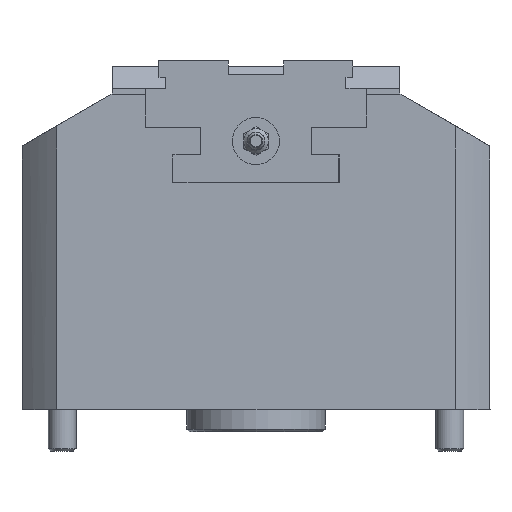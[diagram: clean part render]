
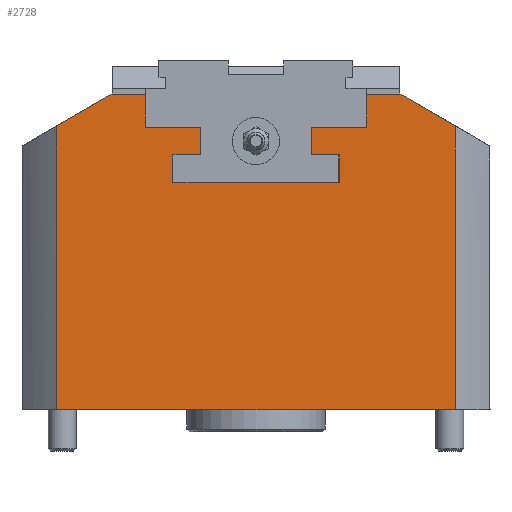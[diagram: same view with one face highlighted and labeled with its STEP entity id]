
A CAD part, front view. The second image highlights one B-rep face of the part: STEP entity #2728.
In plain terms, the highlighted planar face has unit normal (0, -1, 0).
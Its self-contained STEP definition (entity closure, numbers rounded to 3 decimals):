
#2534=CARTESIAN_POINT('',(-71.977,-84.5,39.466));
#2535=VERTEX_POINT('',#2534);
#2544=CARTESIAN_POINT('',(-71.977,-84.5,-63.));
#2545=VERTEX_POINT('',#2544);
#2553=CARTESIAN_POINT('',(-71.977,-84.5,-63.0));
#2554=DIRECTION('',(0.0,0.0,1.0));
#2555=VECTOR('',#2554,102.466);
#2556=LINE('',#2553,#2555);
#2557=EDGE_CURVE('',#2545,#2535,#2556,.T.);
#2562=CARTESIAN_POINT('',(71.977,-84.5,51.));
#2563=DIRECTION('',(0.0,1.0,0.0));
#2564=DIRECTION('',(0.0,0.0,1.0));
#2565=AXIS2_PLACEMENT_3D('',#2562,#2563,#2564);
#2566=PLANE('',#2565);
#2567=CARTESIAN_POINT('',(-40.05,-84.5,39.));
#2568=VERTEX_POINT('',#2567);
#2569=CARTESIAN_POINT('',(-40.05,-84.5,51.));
#2570=VERTEX_POINT('',#2569);
#2571=CARTESIAN_POINT('',(-40.05,-84.5,39.));
#2572=DIRECTION('',(0.0,0.0,1.0));
#2573=VECTOR('',#2572,12.);
#2574=LINE('',#2571,#2573);
#2575=EDGE_CURVE('',#2568,#2570,#2574,.T.);
#2576=ORIENTED_EDGE('',*,*,#2575,.T.);
#2577=CARTESIAN_POINT('',(-52.,-84.5,51.));
#2578=VERTEX_POINT('',#2577);
#2579=CARTESIAN_POINT('',(-52.,-84.5,51.));
#2580=DIRECTION('',(1.0,0.0,0.0));
#2581=VECTOR('',#2580,11.95);
#2582=LINE('',#2579,#2581);
#2583=EDGE_CURVE('',#2578,#2570,#2582,.T.);
#2584=ORIENTED_EDGE('',*,*,#2583,.F.);
#2585=CARTESIAN_POINT('',(-52.,-84.5,51.));
#2586=DIRECTION('',(-0.866,0.0,-0.5));
#2587=VECTOR('',#2586,23.068);
#2588=LINE('',#2585,#2587);
#2589=EDGE_CURVE('',#2578,#2535,#2588,.T.);
#2590=ORIENTED_EDGE('',*,*,#2589,.T.);
#2591=ORIENTED_EDGE('',*,*,#2557,.F.);
#2592=CARTESIAN_POINT('',(71.977,-84.5,-63.));
#2593=VERTEX_POINT('',#2592);
#2594=CARTESIAN_POINT('',(-71.977,-84.5,-63.));
#2595=DIRECTION('',(1.0,0.,0.0));
#2596=VECTOR('',#2595,143.955);
#2597=LINE('',#2594,#2596);
#2598=EDGE_CURVE('',#2545,#2593,#2597,.T.);
#2599=ORIENTED_EDGE('',*,*,#2598,.T.);
#2600=CARTESIAN_POINT('',(71.977,-84.5,39.466));
#2601=VERTEX_POINT('',#2600);
#2602=CARTESIAN_POINT('',(71.977,-84.5,39.466));
#2603=DIRECTION('',(0.0,0.0,-1.0));
#2604=VECTOR('',#2603,102.466);
#2605=LINE('',#2602,#2604);
#2606=EDGE_CURVE('',#2601,#2593,#2605,.T.);
#2607=ORIENTED_EDGE('',*,*,#2606,.F.);
#2608=CARTESIAN_POINT('',(52.,-84.5,51.));
#2609=VERTEX_POINT('',#2608);
#2610=CARTESIAN_POINT('',(71.977,-84.5,39.466));
#2611=DIRECTION('',(-0.866,0.0,0.5));
#2612=VECTOR('',#2611,23.068);
#2613=LINE('',#2610,#2612);
#2614=EDGE_CURVE('',#2601,#2609,#2613,.T.);
#2615=ORIENTED_EDGE('',*,*,#2614,.T.);
#2616=CARTESIAN_POINT('',(40.,-84.5,51.));
#2617=VERTEX_POINT('',#2616);
#2618=CARTESIAN_POINT('',(40.,-84.5,51.));
#2619=DIRECTION('',(1.0,0.0,0.0));
#2620=VECTOR('',#2619,12.);
#2621=LINE('',#2618,#2620);
#2622=EDGE_CURVE('',#2617,#2609,#2621,.T.);
#2623=ORIENTED_EDGE('',*,*,#2622,.F.);
#2624=CARTESIAN_POINT('',(40.0,-84.5,39.0));
#2625=VERTEX_POINT('',#2624);
#2626=CARTESIAN_POINT('',(40.,-84.5,51.));
#2627=DIRECTION('',(0.0,0.0,-1.0));
#2628=VECTOR('',#2627,12.0);
#2629=LINE('',#2626,#2628);
#2630=EDGE_CURVE('',#2617,#2625,#2629,.T.);
#2631=ORIENTED_EDGE('',*,*,#2630,.T.);
#2632=CARTESIAN_POINT('',(39.95,-84.5,39.));
#2633=VERTEX_POINT('',#2632);
#2634=CARTESIAN_POINT('',(40.0,-84.5,39.0));
#2635=DIRECTION('',(-1.0,0.0,0.0));
#2636=VECTOR('',#2635,0.05);
#2637=LINE('',#2634,#2636);
#2638=EDGE_CURVE('',#2625,#2633,#2637,.T.);
#2639=ORIENTED_EDGE('',*,*,#2638,.T.);
#2640=CARTESIAN_POINT('',(20.0,-84.5,39.));
#2641=VERTEX_POINT('',#2640);
#2642=CARTESIAN_POINT('',(39.95,-84.5,39.0));
#2643=DIRECTION('',(-1.0,0.0,0.0));
#2644=VECTOR('',#2643,19.95);
#2645=LINE('',#2642,#2644);
#2646=EDGE_CURVE('',#2633,#2641,#2645,.T.);
#2647=ORIENTED_EDGE('',*,*,#2646,.T.);
#2648=CARTESIAN_POINT('',(20.0,-84.5,29.));
#2649=VERTEX_POINT('',#2648);
#2650=CARTESIAN_POINT('',(20.0,-84.5,39.));
#2651=DIRECTION('',(0.0,0.0,-1.0));
#2652=VECTOR('',#2651,10.);
#2653=LINE('',#2650,#2652);
#2654=EDGE_CURVE('',#2641,#2649,#2653,.T.);
#2655=ORIENTED_EDGE('',*,*,#2654,.T.);
#2656=CARTESIAN_POINT('',(29.9,-84.5,29.));
#2657=VERTEX_POINT('',#2656);
#2658=CARTESIAN_POINT('',(20.0,-84.5,29.));
#2659=DIRECTION('',(1.0,0.0,0.0));
#2660=VECTOR('',#2659,9.9);
#2661=LINE('',#2658,#2660);
#2662=EDGE_CURVE('',#2649,#2657,#2661,.T.);
#2663=ORIENTED_EDGE('',*,*,#2662,.T.);
#2664=CARTESIAN_POINT('',(30.0,-84.5,29.));
#2665=VERTEX_POINT('',#2664);
#2666=CARTESIAN_POINT('',(29.9,-84.5,29.));
#2667=DIRECTION('',(1.0,0.0,0.0));
#2668=VECTOR('',#2667,0.1);
#2669=LINE('',#2666,#2668);
#2670=EDGE_CURVE('',#2657,#2665,#2669,.T.);
#2671=ORIENTED_EDGE('',*,*,#2670,.T.);
#2672=CARTESIAN_POINT('',(30.0,-84.5,19.));
#2673=VERTEX_POINT('',#2672);
#2674=CARTESIAN_POINT('',(30.0,-84.5,29.));
#2675=DIRECTION('',(0.0,0.0,-1.0));
#2676=VECTOR('',#2675,10.0);
#2677=LINE('',#2674,#2676);
#2678=EDGE_CURVE('',#2665,#2673,#2677,.T.);
#2679=ORIENTED_EDGE('',*,*,#2678,.T.);
#2680=CARTESIAN_POINT('',(29.9,-84.5,19.));
#2681=VERTEX_POINT('',#2680);
#2682=CARTESIAN_POINT('',(30.0,-84.5,19.));
#2683=DIRECTION('',(-1.0,0.0,0.0));
#2684=VECTOR('',#2683,0.1);
#2685=LINE('',#2682,#2684);
#2686=EDGE_CURVE('',#2673,#2681,#2685,.T.);
#2687=ORIENTED_EDGE('',*,*,#2686,.T.);
#2688=CARTESIAN_POINT('',(-30.0,-84.5,19.));
#2689=VERTEX_POINT('',#2688);
#2690=CARTESIAN_POINT('',(29.9,-84.5,19.));
#2691=DIRECTION('',(-1.0,0.0,0.0));
#2692=VECTOR('',#2691,59.9);
#2693=LINE('',#2690,#2692);
#2694=EDGE_CURVE('',#2681,#2689,#2693,.T.);
#2695=ORIENTED_EDGE('',*,*,#2694,.T.);
#2696=CARTESIAN_POINT('',(-30.0,-84.5,29.));
#2697=VERTEX_POINT('',#2696);
#2698=CARTESIAN_POINT('',(-30.0,-84.5,19.));
#2699=DIRECTION('',(0.0,0.0,1.0));
#2700=VECTOR('',#2699,10.0);
#2701=LINE('',#2698,#2700);
#2702=EDGE_CURVE('',#2689,#2697,#2701,.T.);
#2703=ORIENTED_EDGE('',*,*,#2702,.T.);
#2704=CARTESIAN_POINT('',(-20.0,-84.5,29.));
#2705=VERTEX_POINT('',#2704);
#2706=CARTESIAN_POINT('',(-30.,-84.5,29.));
#2707=DIRECTION('',(1.0,0.0,0.0));
#2708=VECTOR('',#2707,10.0);
#2709=LINE('',#2706,#2708);
#2710=EDGE_CURVE('',#2697,#2705,#2709,.T.);
#2711=ORIENTED_EDGE('',*,*,#2710,.T.);
#2712=CARTESIAN_POINT('',(-20.,-84.5,39.));
#2713=VERTEX_POINT('',#2712);
#2714=CARTESIAN_POINT('',(-20.,-84.5,29.));
#2715=DIRECTION('',(0.0,0.0,1.0));
#2716=VECTOR('',#2715,10.);
#2717=LINE('',#2714,#2716);
#2718=EDGE_CURVE('',#2705,#2713,#2717,.T.);
#2719=ORIENTED_EDGE('',*,*,#2718,.T.);
#2720=CARTESIAN_POINT('',(-20.,-84.5,39.));
#2721=DIRECTION('',(-1.0,0.0,0.0));
#2722=VECTOR('',#2721,20.05);
#2723=LINE('',#2720,#2722);
#2724=EDGE_CURVE('',#2713,#2568,#2723,.T.);
#2725=ORIENTED_EDGE('',*,*,#2724,.T.);
#2726=EDGE_LOOP('',(#2576,#2584,#2590,#2591,#2599,#2607,#2615,#2623,#2631,#2639,#2647,#2655,#2663,#2671,#2679,#2687,#2695,#2703,#2711,#2719,#2725));
#2727=FACE_OUTER_BOUND('',#2726,.T.);
#2728=ADVANCED_FACE('',(#2727),#2566,.F.);
